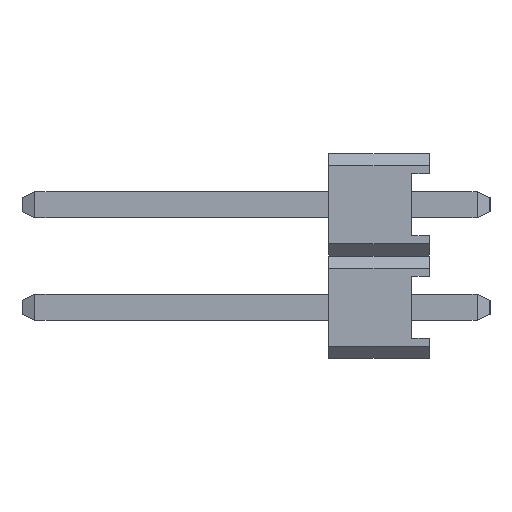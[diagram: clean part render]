
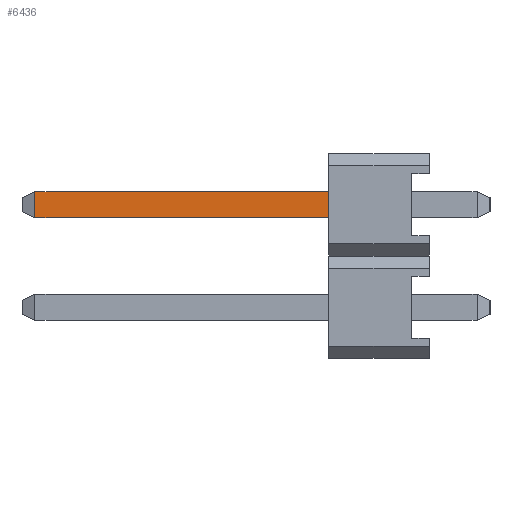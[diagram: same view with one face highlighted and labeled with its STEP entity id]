
A CAD part, left-side view. The second image highlights one B-rep face of the part: STEP entity #6436.
In plain terms, the highlighted planar face has unit normal (-1, 0, 0).
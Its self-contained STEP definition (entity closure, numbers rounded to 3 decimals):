
#4226 = VERTEX_POINT ( 'NONE', #9370 ) ;
#4250 = VERTEX_POINT ( 'NONE', #9333 ) ;
#4252 = EDGE_CURVE ( 'NONE', #4250, #4226, #9332, .T. ) ;
#6436 = ADVANCED_FACE ( 'NONE', ( #11945 ), #11944, .F. ) ;
#6437 = EDGE_LOOP ( 'NONE', ( #6438, #6441, #6444, #6454 ) ) ;
#6438 = ORIENTED_EDGE ( 'NONE', *, *, #6439, .F. ) ;
#6439 = EDGE_CURVE ( 'NONE', #6440, #4226, #12007, .T. ) ;
#6440 = VERTEX_POINT ( 'NONE', #12001 ) ;
#6441 = ORIENTED_EDGE ( 'NONE', *, *, #6442, .T. ) ;
#6442 = EDGE_CURVE ( 'NONE', #6440, #6443, #11996, .T. ) ;
#6443 = VERTEX_POINT ( 'NONE', #11801 ) ;
#6444 = ORIENTED_EDGE ( 'NONE', *, *, #6445, .T. ) ;
#6445 = EDGE_CURVE ( 'NONE', #6443, #4250, #11798, .T. ) ;
#6454 = ORIENTED_EDGE ( 'NONE', *, *, #4252, .T. ) ;
#9329 = DIRECTION ( 'NONE',  ( 0., 0., 1. ) ) ;
#9330 = VECTOR ( 'NONE', #9329, 1000. ) ;
#9331 = CARTESIAN_POINT ( 'NONE',  ( -0.325, 2.5, 1.27 ) ) ;
#9332 = LINE ( 'NONE', #9331, #9330 ) ;
#9333 = CARTESIAN_POINT ( 'NONE',  ( -0.325, 2.5, -0.325 ) ) ;
#9370 = CARTESIAN_POINT ( 'NONE',  ( -0.325, 2.5, 0.325 ) ) ;
#11794 = DIRECTION ( 'NONE',  ( 0., -1., 0. ) ) ;
#11796 = VECTOR ( 'NONE', #11794, 1000. ) ;
#11797 = CARTESIAN_POINT ( 'NONE',  ( -0.325, 10.1, -0.325 ) ) ;
#11798 = LINE ( 'NONE', #11797, #11796 ) ;
#11801 = CARTESIAN_POINT ( 'NONE',  ( -0.325, 9.778, -0.325 ) ) ;
#11804 = DIRECTION ( 'NONE',  ( 0., 0., -1. ) ) ;
#11805 = VECTOR ( 'NONE', #11804, 1000. ) ;
#11807 = CARTESIAN_POINT ( 'NONE',  ( -0.325, 9.778, 0.325 ) ) ;
#11820 = DIRECTION ( 'NONE',  ( 0., 0., -1. ) ) ;
#11821 = DIRECTION ( 'NONE',  ( 1., 0., 0. ) ) ;
#11823 = CARTESIAN_POINT ( 'NONE',  ( -0.325, 10.1, 0.325 ) ) ;
#11824 = AXIS2_PLACEMENT_3D ( 'NONE', #11823, #11821, #11820 ) ;
#11944 = PLANE ( 'NONE',  #11824 ) ;
#11945 = FACE_OUTER_BOUND ( 'NONE', #6437, .T. ) ;
#11996 = LINE ( 'NONE', #11807, #11805 ) ;
#12001 = CARTESIAN_POINT ( 'NONE',  ( -0.325, 9.778, 0.325 ) ) ;
#12004 = DIRECTION ( 'NONE',  ( 0., -1., 0. ) ) ;
#12005 = VECTOR ( 'NONE', #12004, 1000. ) ;
#12006 = CARTESIAN_POINT ( 'NONE',  ( -0.325, 10.1, 0.325 ) ) ;
#12007 = LINE ( 'NONE', #12006, #12005 ) ;
